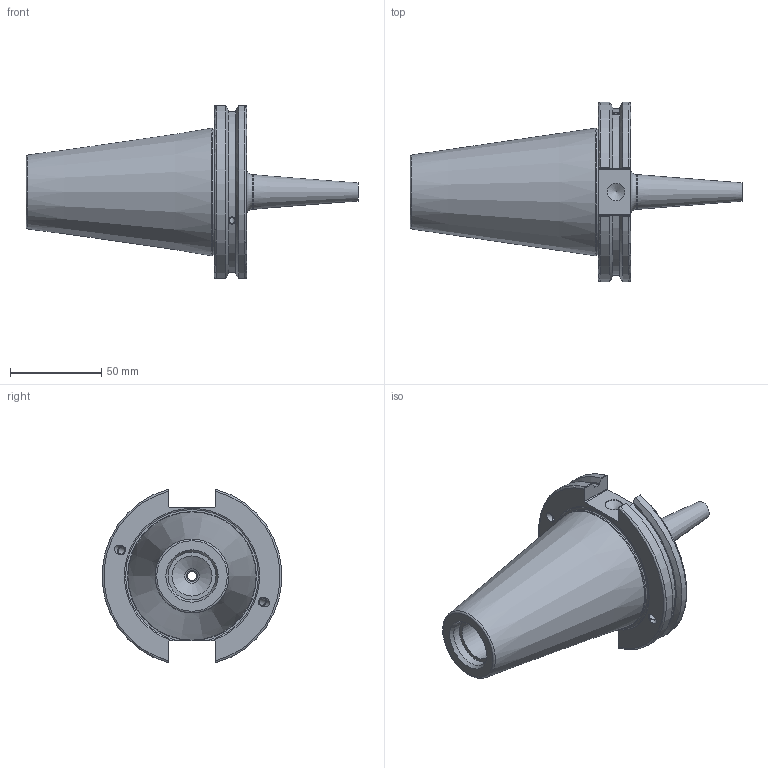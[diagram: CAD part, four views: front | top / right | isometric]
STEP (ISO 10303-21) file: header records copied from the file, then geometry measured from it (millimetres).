
FILE_DESCRIPTION(/* description */ (''),/* implementation_level */ '2;1');
FILE_NAME(/* name */ 'VC022.stp',/* time_stamp */ '2024-03-07T12:03:40+09:00',/* author */ ('eos'),/* organization */ (''),/* preprocessor_version */ 'ST-DEVELOPER v20',/* originating_system */ 'Autodesk Inventor 2024',/* authorisation */ '');
FILE_SCHEMA (('AUTOMOTIVE_DESIGN { 1 0 10303 214 3 1 1 }'));
Length unit declared in the file: millimetre
Products named in the file (1): CAT50
Bounding box: 181.6 x 98.06 x 94.69 mm (x, y, z)
Volume: 336317.2 mm3; surface area: 48933 mm2
Topology: 1 solids, 1 shells, 84 faces, 229 edges, 150 vertices
Faces by surface type: plane 36, cylinder 26, cone 15, torus 7
Full cylindrical faces by diameter (mm): 3.242 x4, 4.134 x2, 4.2 x2, 4.763 x1, 5 x2, 6 x1, 8 x1, 9.525 x1, 19 x1, 21.971 x1, 26.2 x1, 69.25 x1
Entity records: 3057 total; most frequent: CARTESIAN_POINT 941, ORIENTED_EDGE 452, DIRECTION 412, EDGE_CURVE 226, AXIS2_PLACEMENT_3D 159, VERTEX_POINT 150, EDGE_LOOP 100, LINE 94
